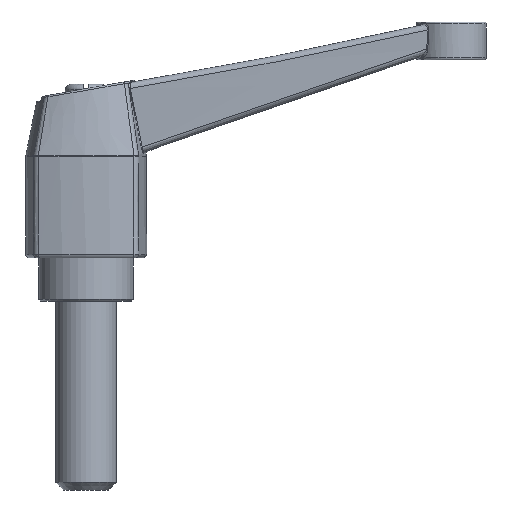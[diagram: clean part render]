
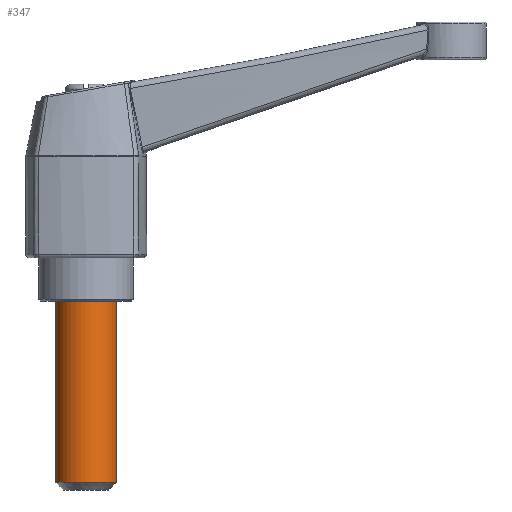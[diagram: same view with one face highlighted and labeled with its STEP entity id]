
A CAD part, front view. The second image highlights one B-rep face of the part: STEP entity #347.
In plain terms, the highlighted cylindrical face has radius 8 mm (diameter 16 mm), a full revolution.
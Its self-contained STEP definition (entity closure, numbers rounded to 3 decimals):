
#347 = ADVANCED_FACE( '', ( #739, #740 ), #741, .T. );
#739 = FACE_OUTER_BOUND( '', #8923, .T. );
#740 = FACE_OUTER_BOUND( '', #8924, .T. );
#741 = CYLINDRICAL_SURFACE( '', #8925, 8. );
#8923 = EDGE_LOOP( '', ( #12616 ) );
#8924 = EDGE_LOOP( '', ( #12617 ) );
#8925 = AXIS2_PLACEMENT_3D( '', #12618, #12619, #12620 );
#12616 = ORIENTED_EDGE( '', *, *, #13267, .T. );
#12617 = ORIENTED_EDGE( '', *, *, #13230, .T. );
#12618 = CARTESIAN_POINT( '', ( 0., 0., -61.5 ) );
#12619 = DIRECTION( '', ( 0., 0., -1. ) );
#12620 = DIRECTION( '', ( 1., 0., 0. ) );
#13230 = EDGE_CURVE( '', #13825, #13825, #13826, .F. );
#13267 = EDGE_CURVE( '', #13869, #13869, #13870, .F. );
#13825 = VERTEX_POINT( '', #17879 );
#13826 = CIRCLE( '', #17880, 8. );
#13869 = VERTEX_POINT( '', #18275 );
#13870 = CIRCLE( '', #18276, 8. );
#17879 = CARTESIAN_POINT( '', ( 8., 0., -11.5 ) );
#17880 = AXIS2_PLACEMENT_3D( '', #18938, #18939, #18940 );
#18275 = CARTESIAN_POINT( '', ( -8., 0., -59.5 ) );
#18276 = AXIS2_PLACEMENT_3D( '', #18954, #18955, #18956 );
#18938 = CARTESIAN_POINT( '', ( 0., 0., -11.5 ) );
#18939 = DIRECTION( '', ( 0., 0., 1. ) );
#18940 = DIRECTION( '', ( 1., 0., 0. ) );
#18954 = CARTESIAN_POINT( '', ( 0., 0., -59.5 ) );
#18955 = DIRECTION( '', ( 0., 0., -1. ) );
#18956 = DIRECTION( '', ( -1., 0., 0. ) );
